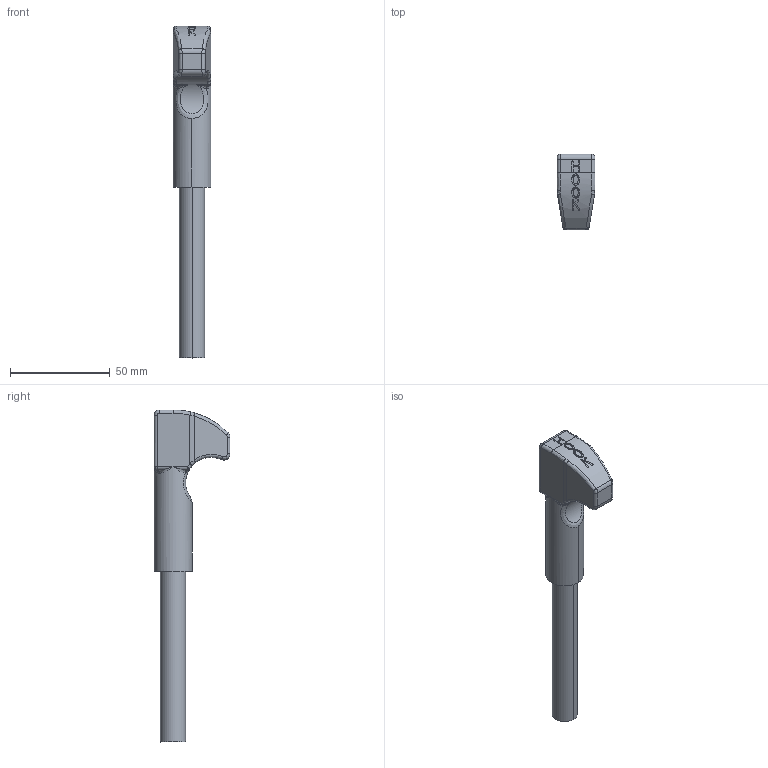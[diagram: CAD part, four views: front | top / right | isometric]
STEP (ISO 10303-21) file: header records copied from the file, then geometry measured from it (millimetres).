
FILE_DESCRIPTION (( 'STEP AP214' ), '1' );
FILE_NAME ('Hook Lever Handle0.006.STEP', '2021-03-28T00:37:44', ( '' ), ( '' ), 'SwSTEP 2.0', 'SolidWorks 2019', '' );
FILE_SCHEMA (( 'AUTOMOTIVE_DESIGN' ));
Length unit declared in the file: inch
Products named in the file (1): Hook Lever Handle0.006
Bounding box: 19.05 x 38.1 x 166.69 mm (x, y, z)
Volume: 41646.8 mm3; surface area: 10305.5 mm2
Topology: 1 solids, 1 shells, 157 faces, 412 edges, 248 vertices
Faces by surface type: bspline 100, cylinder 32, plane 23, torus 2
Entity records: 14656 total; most frequent: CARTESIAN_POINT 10678, ORIENTED_EDGE 792, EDGE_CURVE 396, DIRECTION 302, B_SPLINE_CURVE_WITH_KNOTS 256, VERTEX_POINT 248, EDGE_LOOP 164, FACE_OUTER_BOUND 157
